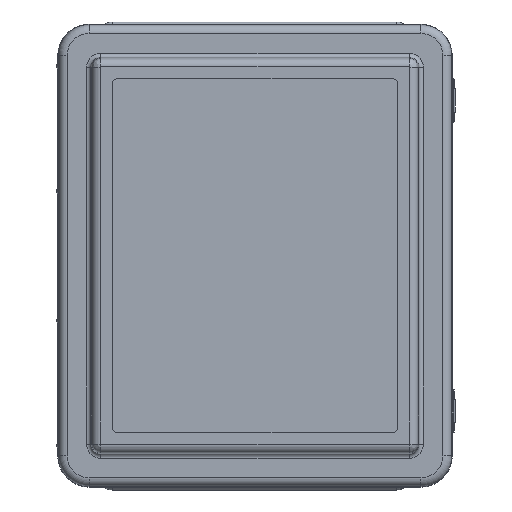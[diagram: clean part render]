
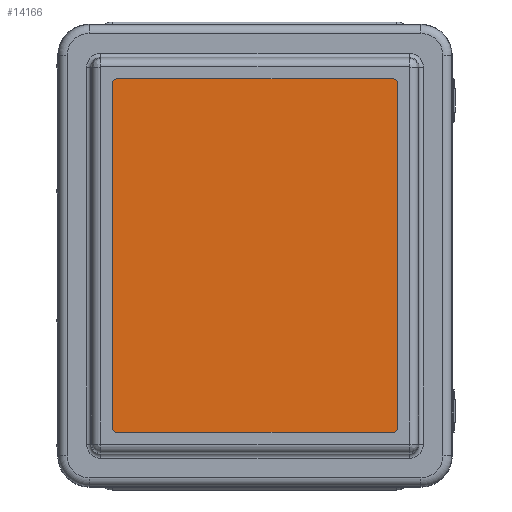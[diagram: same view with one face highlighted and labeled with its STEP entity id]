
A CAD part, top view. The second image highlights one B-rep face of the part: STEP entity #14166.
In plain terms, the highlighted planar face has unit normal (0, 0, 1).
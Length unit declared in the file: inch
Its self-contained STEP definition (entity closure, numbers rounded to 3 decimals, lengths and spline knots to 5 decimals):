
#1167=LINE($,#25360,#2234);
#1170=LINE($,#25368,#2237);
#1173=LINE($,#25376,#2240);
#1175=LINE($,#25382,#2242);
#2234=VECTOR($,#19399,10.);
#2237=VECTOR($,#19408,8.);
#2240=VECTOR($,#19417,10.);
#2242=VECTOR($,#19425,8.);
#2742=PLANE($,#15661);
#4198=FACE_OUTER_BOUND($,#5264,.T.);
#5264=EDGE_LOOP($,(#12590,#12591,#12592,#12593,#12594,#12595,#12596,#12597));
#6110=CIRCLE($,#15650,0.125);
#6111=CIRCLE($,#15653,0.125);
#6112=CIRCLE($,#15656,0.125);
#6113=CIRCLE($,#15659,0.125);
#7311=VERTEX_POINT($,#25352);
#7312=VERTEX_POINT($,#25354);
#7313=VERTEX_POINT($,#25358);
#7314=VERTEX_POINT($,#25362);
#7315=VERTEX_POINT($,#25366);
#7316=VERTEX_POINT($,#25370);
#7317=VERTEX_POINT($,#25374);
#7318=VERTEX_POINT($,#25378);
#9121=EDGE_CURVE($,#7311,#7312,#6110,.T.);
#9124=EDGE_CURVE($,#7313,#7311,#1167,.T.);
#9126=EDGE_CURVE($,#7314,#7313,#6111,.T.);
#9128=EDGE_CURVE($,#7315,#7314,#1170,.T.);
#9130=EDGE_CURVE($,#7316,#7315,#6112,.T.);
#9132=EDGE_CURVE($,#7317,#7316,#1173,.T.);
#9134=EDGE_CURVE($,#7318,#7317,#6113,.T.);
#9135=EDGE_CURVE($,#7312,#7318,#1175,.T.);
#12590=ORIENTED_EDGE($,*,*,#9135,.F.);
#12591=ORIENTED_EDGE($,*,*,#9121,.F.);
#12592=ORIENTED_EDGE($,*,*,#9124,.F.);
#12593=ORIENTED_EDGE($,*,*,#9126,.F.);
#12594=ORIENTED_EDGE($,*,*,#9128,.F.);
#12595=ORIENTED_EDGE($,*,*,#9130,.F.);
#12596=ORIENTED_EDGE($,*,*,#9132,.F.);
#12597=ORIENTED_EDGE($,*,*,#9134,.F.);
#14166=ADVANCED_FACE($,(#4198),#2742,.T.);
#15650=AXIS2_PLACEMENT_3D($,#25355,#19393,#19394);
#15653=AXIS2_PLACEMENT_3D($,#25364,#19403,#19404);
#15656=AXIS2_PLACEMENT_3D($,#25372,#19412,#19413);
#15659=AXIS2_PLACEMENT_3D($,#25380,#19421,#19422);
#15661=AXIS2_PLACEMENT_3D($,#25383,#19426,#19427);
#19393=DIRECTION('center_axis',(0.,0.,-1.));
#19394=DIRECTION('ref_axis',(0.,-1.,0.));
#19399=DIRECTION($,(0.,1.,0.));
#19403=DIRECTION('center_axis',(0.,0.,-1.));
#19404=DIRECTION('ref_axis',(1.,0.,0.));
#19408=DIRECTION($,(-1.,0.,0.));
#19412=DIRECTION('center_axis',(0.,0.,-1.));
#19413=DIRECTION('ref_axis',(0.,1.,0.));
#19417=DIRECTION($,(0.,-1.,0.));
#19421=DIRECTION('center_axis',(0.,0.,-1.));
#19422=DIRECTION('ref_axis',(-1.,0.,0.));
#19425=DIRECTION($,(1.,0.,0.));
#19426=DIRECTION('center_axis',(0.,0.,1.));
#19427=DIRECTION('ref_axis',(1.,0.,0.));
#25352=CARTESIAN_POINT('',(-4.125,5.,0.));
#25354=CARTESIAN_POINT('',(-4.,5.125,0.));
#25355=CARTESIAN_POINT('Origin',(-4.,5.,0.));
#25358=CARTESIAN_POINT('',(-4.125,-5.,0.));
#25360=CARTESIAN_POINT($,(-4.125,-5.,0.));
#25362=CARTESIAN_POINT('',(-4.,-5.125,0.));
#25364=CARTESIAN_POINT('Origin',(-4.,-5.,0.));
#25366=CARTESIAN_POINT('',(4.,-5.125,0.));
#25368=CARTESIAN_POINT($,(4.,-5.125,0.));
#25370=CARTESIAN_POINT('',(4.125,-5.,0.));
#25372=CARTESIAN_POINT('Origin',(4.,-5.,0.));
#25374=CARTESIAN_POINT('',(4.125,5.,0.));
#25376=CARTESIAN_POINT($,(4.125,5.,0.));
#25378=CARTESIAN_POINT('',(4.,5.125,0.));
#25380=CARTESIAN_POINT('Origin',(4.,5.,0.));
#25382=CARTESIAN_POINT($,(-4.,5.125,0.));
#25383=CARTESIAN_POINT('Origin',(0.,0.,0.));
